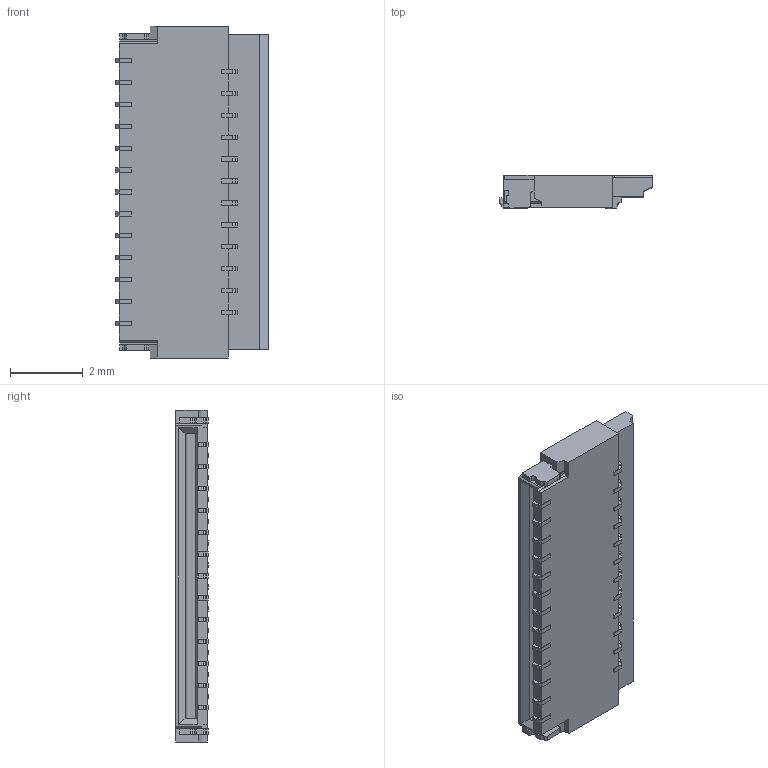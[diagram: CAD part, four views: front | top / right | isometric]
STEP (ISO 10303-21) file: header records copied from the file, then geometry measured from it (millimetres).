
FILE_DESCRIPTION(('OneSpaceDesigner STEP Export'),'2;1');
FILE_NAME('FH35-25S-0.3SHW_simplify.stp','2007-08-02T 8:07:40',(''),(''),'OneSpace Designer STEP processor for AP214 (Solid Model)','OneSpace Modeling 15.00A 14-Mar-2007 (C) CoCreate Software GmbH','');
FILE_SCHEMA(('AUTOMOTIVE_DESIGN { 1 0 10303 214 1 1 1 1 }'));
Length unit declared in the file: millimetre
Products named in the file (2): FH35-25S-03SHW
Assembly tree (1 placements, depth 2):
  FH35-25S-03SHW
    FH35-25S-03SHW
Bounding box: 4.2 x 0.9 x 9.1 mm (x, y, z)
Volume: 22.4 mm3; surface area: 140.7 mm2
Topology: 1 solids, 1 shells, 521 faces, 1651 edges, 1098 vertices
Faces by surface type: plane 454, cylinder 67
Entity records: 17741 total; most frequent: ORIENTED_EDGE 3302, CARTESIAN_POINT 3173, DIRECTION 2729, EDGE_CURVE 1651, VECTOR 1421, LINE 1421, VERTEX_POINT 1098, AXIS2_PLACEMENT_3D 654
